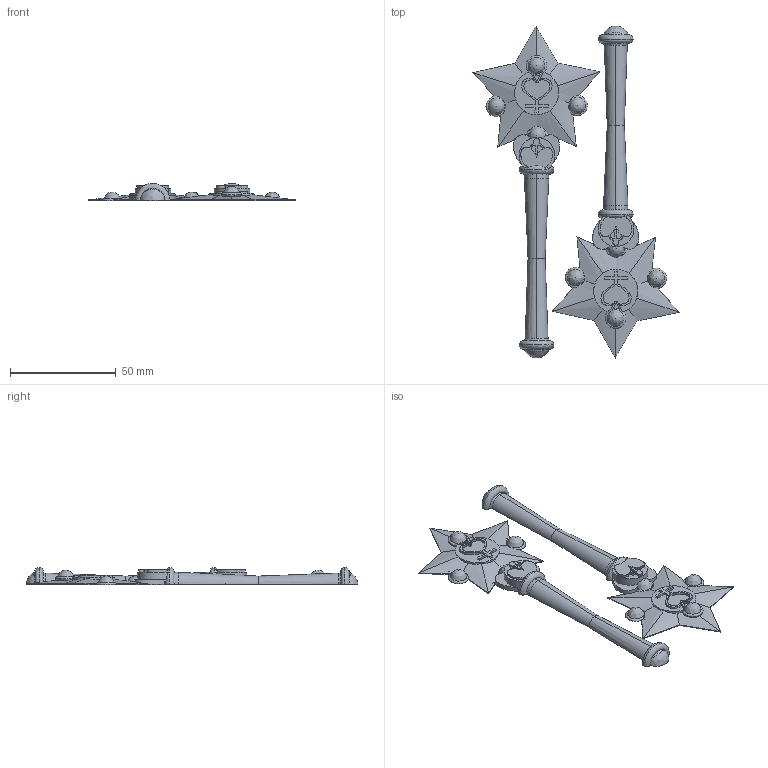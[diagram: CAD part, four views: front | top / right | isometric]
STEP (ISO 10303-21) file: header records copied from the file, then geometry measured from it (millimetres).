
FILE_DESCRIPTION(('FreeCAD Model'),'2;1');
FILE_NAME('Open CASCADE Shape Model','2025-04-27T22:00:42',('FreeCAD'),( 'FreeCAD'),'Open CASCADE STEP processor 7.6','FreeCAD','Unknown');
FILE_SCHEMA(('AUTOMOTIVE_DESIGN { 1 0 10303 214 1 1 1 1 }'));
Length unit declared in the file: millimetre
Products named in the file (1): Open CASCADE STEP translator 7.6 1
Bounding box: 97.35 x 156.69 x 8.13 mm (x, y, z)
Volume: 17741.8 mm3; surface area: 15603.6 mm2
Topology: 2 solids, 2 shells, 198 faces, 560 edges, 362 vertices
Faces by surface type: bspline 148, plane 50
Entity records: 26414 total; most frequent: CARTESIAN_POINT 23063, ORIENTED_EDGE 1104, EDGE_CURVE 552, B_SPLINE_CURVE_WITH_KNOTS 420, VERTEX_POINT 362, FACE_BOUND 210, EDGE_LOOP 210, ADVANCED_FACE 198
